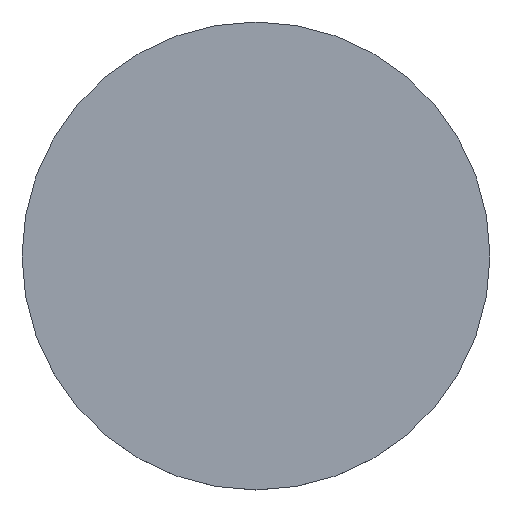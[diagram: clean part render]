
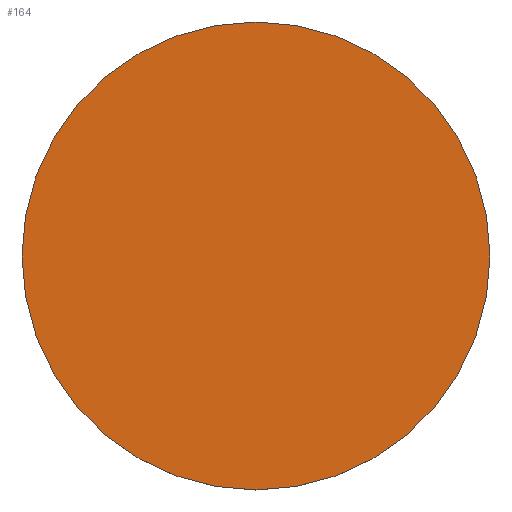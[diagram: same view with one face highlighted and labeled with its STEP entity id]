
A CAD part, top view. The second image highlights one B-rep face of the part: STEP entity #164.
In plain terms, the highlighted planar face has unit normal (0, 0, 1).
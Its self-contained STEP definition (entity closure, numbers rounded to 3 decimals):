
#3 = EDGE_CURVE ( 'NONE', #157, #74, #140, .T. ) ;
#15 = AXIS2_PLACEMENT_3D ( 'NONE', #33, #120, #165 ) ;
#23 = FACE_OUTER_BOUND ( 'NONE', #87, .T. ) ;
#27 = DIRECTION ( 'NONE',  ( 1., 0., 0. ) ) ;
#33 = CARTESIAN_POINT ( 'NONE',  ( 0., 0., 0.175 ) ) ;
#38 = DIRECTION ( 'NONE',  ( 0., 0., 1. ) ) ;
#43 = CARTESIAN_POINT ( 'NONE',  ( 6.25, 0., 0.175 ) ) ;
#57 = ORIENTED_EDGE ( 'NONE', *, *, #76, .T. ) ;
#58 = CARTESIAN_POINT ( 'NONE',  ( 0., 0., 0.175 ) ) ;
#69 = CARTESIAN_POINT ( 'NONE',  ( -6.25, 0., 0.175 ) ) ;
#73 = DIRECTION ( 'NONE',  ( 0., 0., 1. ) ) ;
#74 = VERTEX_POINT ( 'NONE', #43 ) ;
#76 = EDGE_CURVE ( 'NONE', #74, #157, #105, .T. ) ;
#87 = EDGE_LOOP ( 'NONE', ( #146, #57 ) ) ;
#88 = DIRECTION ( 'NONE',  ( 1., 0., 0. ) ) ;
#102 = AXIS2_PLACEMENT_3D ( 'NONE', #141, #38, #27 ) ;
#105 = CIRCLE ( 'NONE', #148, 6.25 ) ;
#111 = PLANE ( 'NONE',  #15 ) ;
#120 = DIRECTION ( 'NONE',  ( 0., 0., 1. ) ) ;
#140 = CIRCLE ( 'NONE', #102, 6.25 ) ;
#141 = CARTESIAN_POINT ( 'NONE',  ( 0., 0., 0.175 ) ) ;
#146 = ORIENTED_EDGE ( 'NONE', *, *, #3, .T. ) ;
#148 = AXIS2_PLACEMENT_3D ( 'NONE', #58, #73, #88 ) ;
#157 = VERTEX_POINT ( 'NONE', #69 ) ;
#164 = ADVANCED_FACE ( 'NONE', ( #23 ), #111, .T. ) ;
#165 = DIRECTION ( 'NONE',  ( 1., 0., 0. ) ) ;
